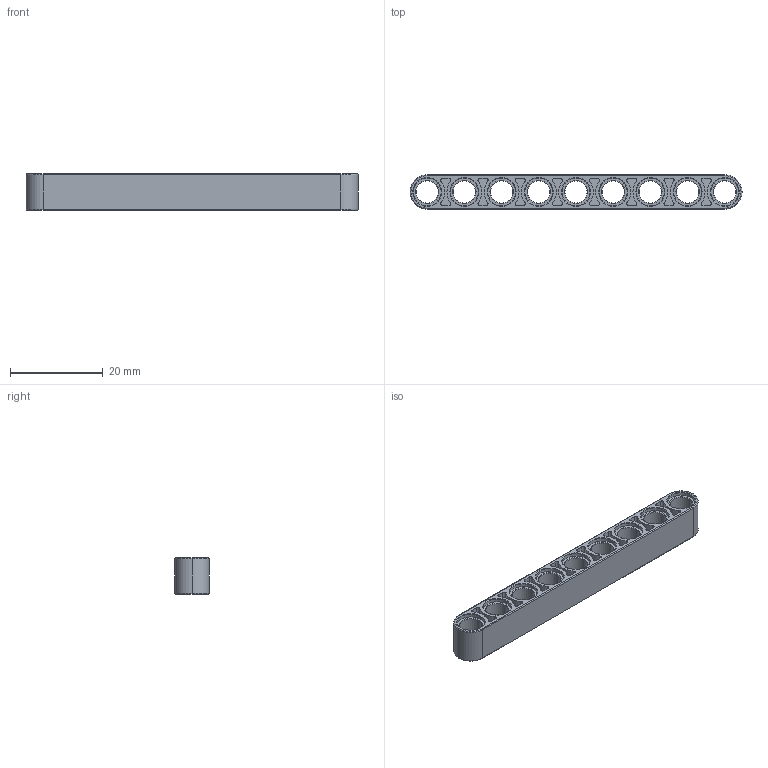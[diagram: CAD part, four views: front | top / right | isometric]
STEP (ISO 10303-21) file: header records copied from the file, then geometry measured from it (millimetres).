
FILE_DESCRIPTION (( 'STEP AP214' ), '1' );
FILE_NAME ('NXT Lego - Straight beam.STEP', '2012-06-07T21:14:12', ( '' ), ( '' ), 'SwSTEP 2.0', 'SolidWorks 2012', '' );
FILE_SCHEMA (( 'AUTOMOTIVE_DESIGN' ));
Length unit declared in the file: millimetre
Products named in the file (1): NXT Lego - Straight beam
Bounding box: 71.4 x 7.4 x 7.8 mm (x, y, z)
Volume: 2382.7 mm3; surface area: 3459.9 mm2
Topology: 1 solids, 1 shells, 353 faces, 869 edges, 552 vertices
Faces by surface type: cylinder 205, torus 78, plane 70
Entity records: 10719 total; most frequent: DIRECTION 2139, CARTESIAN_POINT 1775, ORIENTED_EDGE 1738, AXIS2_PLACEMENT_3D 916, EDGE_CURVE 869, CIRCLE 562, VERTEX_POINT 552, EDGE_LOOP 405
